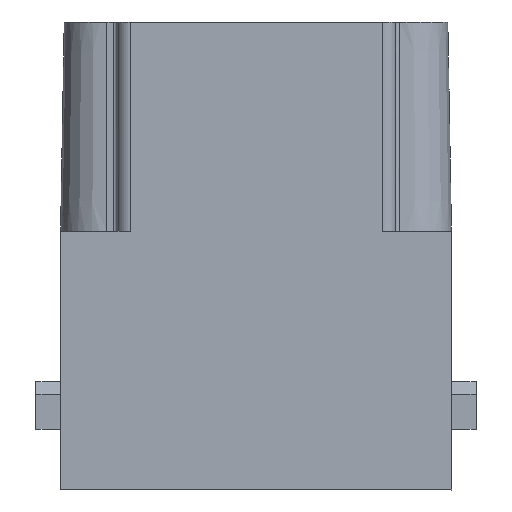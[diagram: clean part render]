
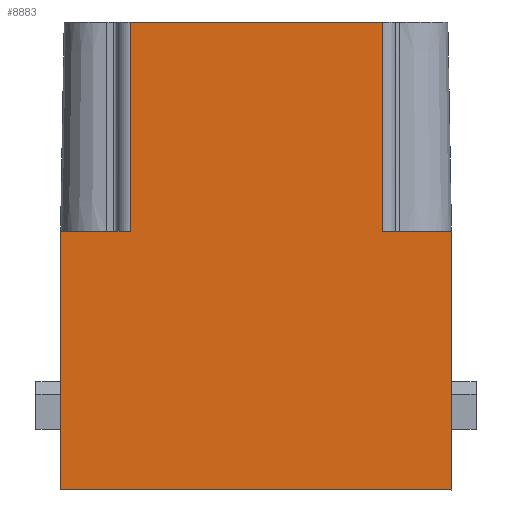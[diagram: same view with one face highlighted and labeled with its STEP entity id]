
A CAD part, left-side view. The second image highlights one B-rep face of the part: STEP entity #8883.
In plain terms, the highlighted face is planar.
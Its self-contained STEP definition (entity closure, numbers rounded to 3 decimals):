
#1161=VERTEX_POINT('',#11912);
#1162=VERTEX_POINT('',#11913);
#1181=VERTEX_POINT('',#11964);
#1182=VERTEX_POINT('',#11966);
#1193=VERTEX_POINT('',#12015);
#1194=VERTEX_POINT('',#12017);
#1205=VERTEX_POINT('',#12175);
#1206=VERTEX_POINT('',#12177);
#2045=VECTOR('',#10155,1.);
#2069=VECTOR('',#10194,1.);
#2075=VECTOR('',#10223,1.);
#2084=VECTOR('',#10240,1.);
#2097=VECTOR('',#10262,1.);
#2098=VECTOR('',#10263,1.);
#2099=VECTOR('',#10264,1.);
#2100=VECTOR('',#10265,1.);
#2782=LINE('',#11911,#2045);
#2806=LINE('',#11967,#2069);
#2812=LINE('',#12016,#2075);
#2821=LINE('',#12176,#2084);
#2834=LINE('',#12202,#2097);
#2835=LINE('',#12203,#2098);
#2836=LINE('',#12204,#2099);
#2837=LINE('',#12205,#2100);
#3575=EDGE_CURVE('',#1161,#1162,#2782,.T.);
#3602=EDGE_CURVE('',#1181,#1182,#2806,.T.);
#3617=EDGE_CURVE('',#1193,#1194,#2812,.T.);
#3631=EDGE_CURVE('',#1206,#1205,#2821,.T.);
#3646=EDGE_CURVE('',#1193,#1181,#2834,.T.);
#3647=EDGE_CURVE('',#1206,#1182,#2835,.T.);
#3648=EDGE_CURVE('',#1162,#1205,#2836,.T.);
#3649=EDGE_CURVE('',#1194,#1161,#2837,.T.);
#5101=ORIENTED_EDGE('',*,*,#3617,.F.);
#5102=ORIENTED_EDGE('',*,*,#3646,.T.);
#5103=ORIENTED_EDGE('',*,*,#3602,.T.);
#5104=ORIENTED_EDGE('',*,*,#3647,.F.);
#5105=ORIENTED_EDGE('',*,*,#3631,.T.);
#5106=ORIENTED_EDGE('',*,*,#3648,.F.);
#5107=ORIENTED_EDGE('',*,*,#3575,.F.);
#5108=ORIENTED_EDGE('',*,*,#3649,.F.);
#7769=EDGE_LOOP('',(#5101,#5102,#5103,#5104,#5105,#5106,#5107,#5108));
#8333=FACE_BOUND('',#7769,.T.);
#8883=ADVANCED_FACE('',(#8333),#42060,.T.);
#9472=AXIS2_PLACEMENT_3D('',#12201,#10261,$);
#10155=DIRECTION('',(0.,-1.,0.));
#10194=DIRECTION('',(0.,-1.,0.));
#10223=DIRECTION('',(0.,-1.,0.));
#10240=DIRECTION('',(0.,-1.,0.));
#10261=DIRECTION('',(1.,0.,0.));
#10262=DIRECTION('',(0.,0.,1.));
#10263=DIRECTION('',(0.,0.,-1.));
#10264=DIRECTION('',(0.,0.,1.));
#10265=DIRECTION('',(0.,0.,-1.));
#11911=CARTESIAN_POINT('',(7.3,0.2,-15.15));
#11912=CARTESIAN_POINT('',(7.3,0.2,-15.15));
#11913=CARTESIAN_POINT('',(7.3,-19.85,-15.15));
#11964=CARTESIAN_POINT('',(7.3,16.4,9.75));
#11966=CARTESIAN_POINT('',(7.3,0.2,9.75));
#11967=CARTESIAN_POINT('',(7.3,16.4,9.75));
#12015=CARTESIAN_POINT('',(7.3,16.4,-9.8));
#12016=CARTESIAN_POINT('',(7.3,16.4,-9.8));
#12017=CARTESIAN_POINT('',(7.3,0.2,-9.8));
#12175=CARTESIAN_POINT('',(7.3,-19.85,15.15));
#12176=CARTESIAN_POINT('',(7.3,0.2,15.15));
#12177=CARTESIAN_POINT('',(7.3,0.2,15.15));
#12201=CARTESIAN_POINT('',(7.3,-0.8,0.));
#12202=CARTESIAN_POINT('',(7.3,16.4,-9.8));
#12203=CARTESIAN_POINT('',(7.3,0.2,15.15));
#12204=CARTESIAN_POINT('',(7.3,-19.85,-15.15));
#12205=CARTESIAN_POINT('',(7.3,0.2,-9.8));
#42060=PLANE('',#9472);
